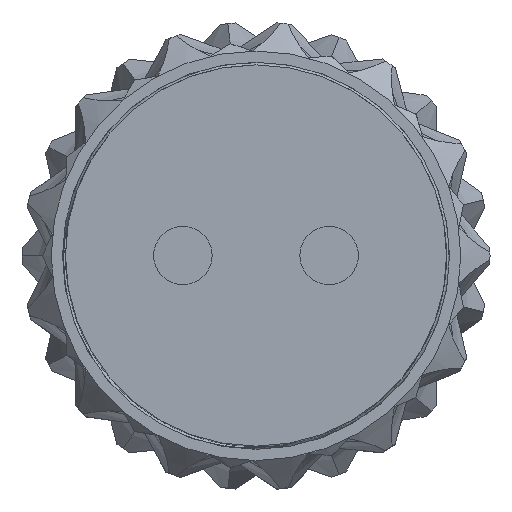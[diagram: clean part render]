
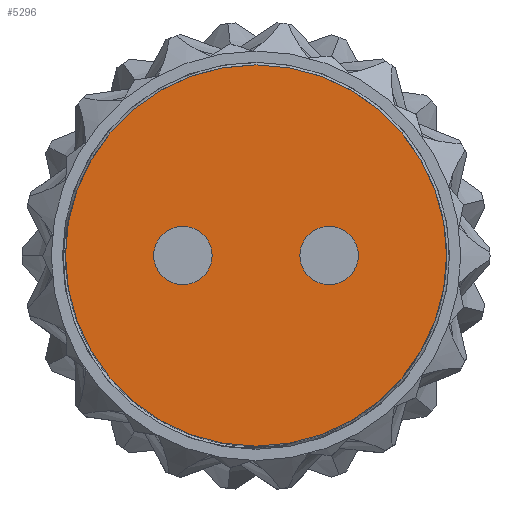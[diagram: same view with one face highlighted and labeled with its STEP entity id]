
A CAD part, top view. The second image highlights one B-rep face of the part: STEP entity #5296.
In plain terms, the highlighted planar face has unit normal (0, 0, 1).
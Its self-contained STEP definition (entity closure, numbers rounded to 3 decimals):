
#37=FACE_BOUND('',#1111,.T.);
#38=FACE_BOUND('',#1112,.T.);
#79=PLANE('',#5484);
#728=FACE_OUTER_BOUND('',#1110,.T.);
#1110=EDGE_LOOP('',(#4866));
#1111=EDGE_LOOP('',(#4867));
#1112=EDGE_LOOP('',(#4868));
#1170=CIRCLE('',#5462,1.);
#1172=CIRCLE('',#5466,1.);
#1175=CIRCLE('',#5482,6.516);
#2414=VERTEX_POINT('',#17396);
#2416=VERTEX_POINT('',#17404);
#2429=VERTEX_POINT('',#17456);
#3212=EDGE_CURVE('',#2414,#2414,#1170,.T.);
#3216=EDGE_CURVE('',#2416,#2416,#1172,.T.);
#3241=EDGE_CURVE('',#2429,#2429,#1175,.F.);
#4866=ORIENTED_EDGE('',*,*,#3241,.T.);
#4867=ORIENTED_EDGE('',*,*,#3212,.T.);
#4868=ORIENTED_EDGE('',*,*,#3216,.T.);
#5296=ADVANCED_FACE('',(#728,#37,#38),#79,.T.);
#5462=AXIS2_PLACEMENT_3D('',#17398,#5797,#5798);
#5466=AXIS2_PLACEMENT_3D('',#17406,#5807,#5808);
#5482=AXIS2_PLACEMENT_3D('',#17457,#5861,#5862);
#5484=AXIS2_PLACEMENT_3D('',#17460,#5866,#5867);
#5797=DIRECTION('center_axis',(0.,0.,-1.));
#5798=DIRECTION('ref_axis',(1.,0.,0.));
#5807=DIRECTION('center_axis',(0.,0.,-1.));
#5808=DIRECTION('ref_axis',(1.,0.,0.));
#5861=DIRECTION('center_axis',(0.,0.,-1.));
#5862=DIRECTION('ref_axis',(1.,0.,0.));
#5866=DIRECTION('center_axis',(0.,0.,1.));
#5867=DIRECTION('ref_axis',(1.,0.,0.));
#17396=CARTESIAN_POINT('',(3.5,2.,9.2));
#17398=CARTESIAN_POINT('Origin',(4.5,2.,9.2));
#17404=CARTESIAN_POINT('',(-1.5,2.,9.2));
#17406=CARTESIAN_POINT('Origin',(-0.5,2.,9.2));
#17456=CARTESIAN_POINT('',(-4.516,2.,9.2));
#17457=CARTESIAN_POINT('Origin',(2.,2.,9.2));
#17460=CARTESIAN_POINT('Origin',(2.,2.,9.2));
